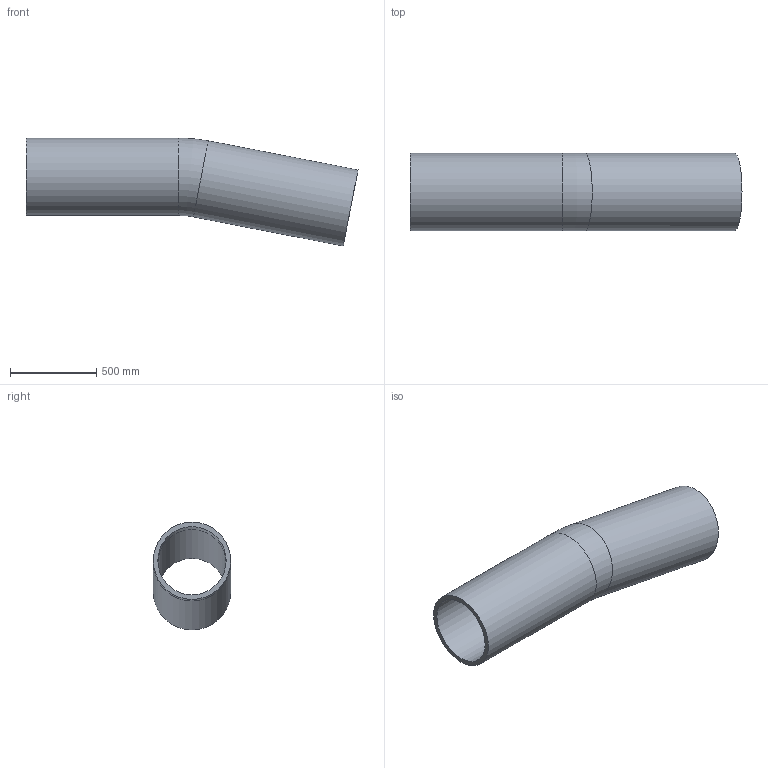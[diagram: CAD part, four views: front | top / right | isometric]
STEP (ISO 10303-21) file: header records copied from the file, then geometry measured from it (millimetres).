
FILE_DESCRIPTION( ( 'STEP AP214' ), '1' );
FILE_NAME( 'AGRU_70394045017_Sweep Bend 11°_radius 1.5 x OD_PE 100-RC black_450 SDR17 ISO S-8 10 bar (architecture400).stp', '2022-02-16T13:34:50', ( 'License CC BY-ND 4.0' ), ( 'CADENAS' ), ' ', 'PARTsolutions', ' ' );
FILE_SCHEMA( ( 'AUTOMOTIVE_DESIGN { 1 0 10303 214 1 1 1 1 }' ) );
Length unit declared in the file: millimetre
Products named in the file (1): _AGRU_70394045017_Sweep Bend 11°_radius 1.5 x OD_PE 100-RC black_450 SDR17 ISO S-8 10 bar (architecture400)
Bounding box: 1929.43 x 450 x 627.52 mm (x, y, z)
Volume: 67590082.5 mm3; surface area: 5133940.8 mm2
Topology: 1 solids, 1 shells, 8 faces, 16 edges, 10 vertices
Faces by surface type: cylinder 4, plane 2, torus 2
Full cylindrical faces by diameter (mm): 396.6 x2, 450 x2
Entity records: 248 total; most frequent: DIRECTION 34, CARTESIAN_POINT 25, AXIS2_PLACEMENT_3D 17, EDGE_LOOP 16, ORIENTED_EDGE 16, FACE_OUTER_BOUND 14, STYLED_ITEM 8, PRESENTATION_STYLE_ASSIGNMENT 8
